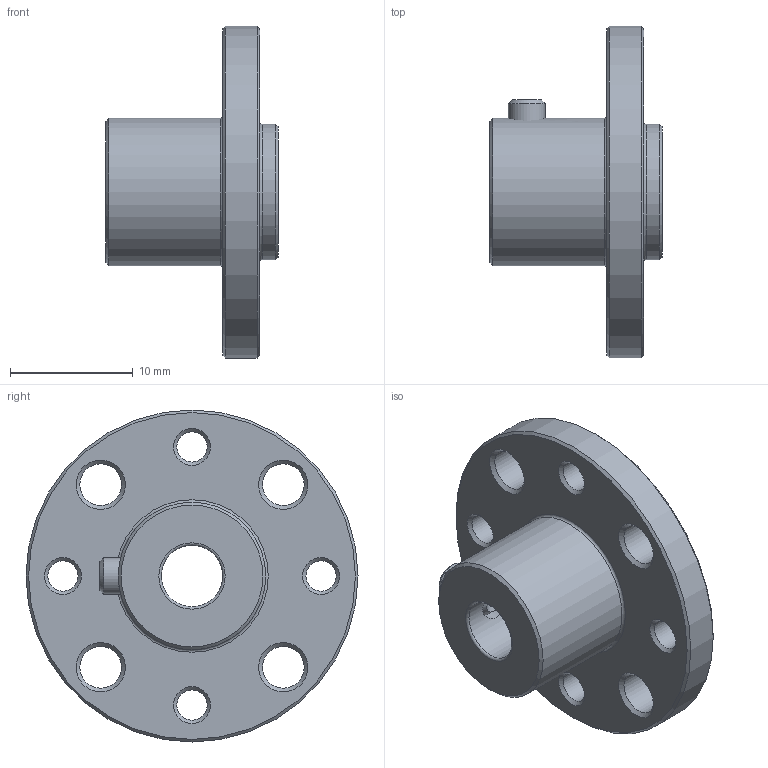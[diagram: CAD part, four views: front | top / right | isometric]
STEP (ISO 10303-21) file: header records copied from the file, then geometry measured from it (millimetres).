
FILE_DESCRIPTION(/* description */ ('STEP AP214'),/* implementation_level */ '2;1');
FILE_NAME(/* name */ '185949_FWSR-8',/* time_stamp */ '2024-08-28T19:43:43+02:00',/* author */ ('License CC BY-ND 4.0'),/* organization */ ('CADENAS'),/* preprocessor_version */ 'ST-DEVELOPER v19.3',/* originating_system */ 'PARTsolutions',/* authorisation */ ' ');
FILE_SCHEMA (('AUTOMOTIVE_DESIGN {1 0 10303 214 3 1 1}'));
Length unit declared in the file: millimetre
Products named in the file (3): 185949 FWSR-8; 185949 FWSR-8---(part); DIN-916 M3x5
Assembly tree (2 placements, depth 2):
  185949 FWSR-8
    185949 FWSR-8---(part)
    DIN-916 M3x5
Bounding box: 14 x 27 x 27 mm (x, y, z)
Volume: 2493.8 mm3; surface area: 2121.5 mm2
Topology: 2 solids, 2 shells, 53 faces, 117 edges, 70 vertices
Faces by surface type: cone 24, cylinder 14, plane 12, torus 3
Full cylindrical faces by diameter (mm): 2.459 x5, 3 x1, 3.4 x4, 5 x1, 11 x1, 12 x1, 27 x1
Entity records: 1345 total; most frequent: DIRECTION 234, CARTESIAN_POINT 215, ORIENTED_EDGE 144, FACE_BOUND 117, EDGE_LOOP 116, AXIS2_PLACEMENT_3D 108, EDGE_CURVE 72, VERTEX_POINT 67
